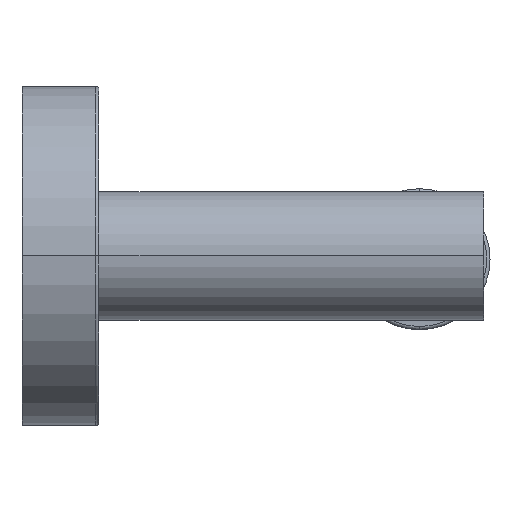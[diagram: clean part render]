
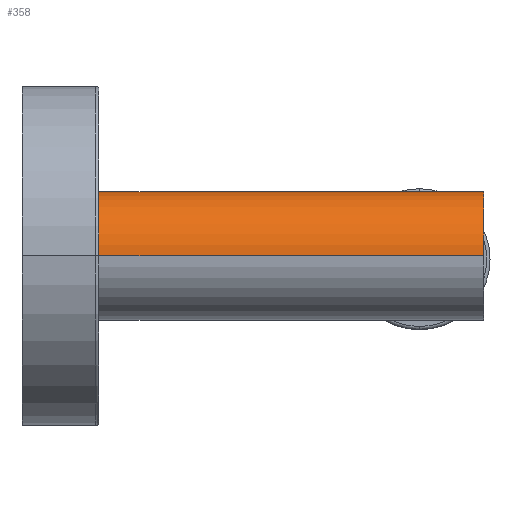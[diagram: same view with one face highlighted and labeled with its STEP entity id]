
A CAD part, top view. The second image highlights one B-rep face of the part: STEP entity #358.
In plain terms, the highlighted cylindrical face has radius 10 mm (diameter 20 mm), a partial arc.
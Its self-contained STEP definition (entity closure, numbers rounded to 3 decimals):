
#25=CARTESIAN_POINT('',(12.,0.,0.));
#26=DIRECTION('',(1.,0.,0.));
#27=DIRECTION('',(0.,0.,-1.));
#28=AXIS2_PLACEMENT_3D('',#25,#26,#27);
#45=CARTESIAN_POINT('',(54.5,0.,-10.));
#46=CARTESIAN_POINT('',(54.5,0.413,-10.));
#47=CARTESIAN_POINT('',(54.566,1.213,-9.95));
#48=CARTESIAN_POINT('',(54.854,2.367,-9.737));
#49=CARTESIAN_POINT('',(55.255,3.325,-9.446));
#50=CARTESIAN_POINT('',(55.709,4.114,-9.126));
#51=CARTESIAN_POINT('',(56.204,4.782,-8.792));
#52=CARTESIAN_POINT('',(56.734,5.36,-8.451));
#53=CARTESIAN_POINT('',(57.32,5.878,-8.098));
#54=CARTESIAN_POINT('',(57.959,6.335,-7.744));
#55=CARTESIAN_POINT('',(58.656,6.729,-7.402));
#56=CARTESIAN_POINT('',(59.387,7.045,-7.1));
#57=CARTESIAN_POINT('',(60.155,7.285,-6.853));
#58=CARTESIAN_POINT('',(61.004,7.452,-6.669));
#59=CARTESIAN_POINT('',(61.655,7.5,-6.614));
#60=CARTESIAN_POINT('',(62.,7.5,-6.614));
#62=CARTESIAN_POINT('',(62.,7.5,-6.614));
#63=CARTESIAN_POINT('',(62.349,7.5,-6.614));
#64=CARTESIAN_POINT('',(63.006,7.451,-6.67));
#65=CARTESIAN_POINT('',(63.855,7.282,-6.855));
#66=CARTESIAN_POINT('',(64.62,7.042,-7.103));
#67=CARTESIAN_POINT('',(65.345,6.728,-7.403));
#68=CARTESIAN_POINT('',(66.035,6.338,-7.741));
#69=CARTESIAN_POINT('',(66.67,5.886,-8.092));
#70=CARTESIAN_POINT('',(67.251,5.373,-8.442));
#71=CARTESIAN_POINT('',(67.78,4.801,-8.781));
#72=CARTESIAN_POINT('',(68.275,4.137,-9.115));
#73=CARTESIAN_POINT('',(68.733,3.35,-9.437));
#74=CARTESIAN_POINT('',(69.139,2.39,-9.731));
#75=CARTESIAN_POINT('',(69.432,1.229,-9.949));
#76=CARTESIAN_POINT('',(69.5,0.419,-10.));
#77=CARTESIAN_POINT('',(69.5,0.,-10.));
#79=DIRECTION('',(1.,0.,0.));
#80=VECTOR('',#79,2.5);
#81=CARTESIAN_POINT('',(69.5,0.,-10.));
#82=LINE('',#81,#80);
#83=DIRECTION('',(1.,0.,0.));
#84=VECTOR('',#83,42.5);
#85=CARTESIAN_POINT('',(12.,0.,-10.));
#86=LINE('',#85,#84);
#132=DIRECTION('',(1.,0.,0.));
#133=VECTOR('',#132,60.);
#134=CARTESIAN_POINT('',(12.,0.,10.));
#135=LINE('',#134,#133);
#153=CARTESIAN_POINT('',(72.,0.,0.));
#154=DIRECTION('',(1.,0.,0.));
#155=DIRECTION('',(0.,0.,-1.));
#156=AXIS2_PLACEMENT_3D('',#153,#154,#155);
#239=CARTESIAN_POINT('',(72.,0.,-10.));
#240=CARTESIAN_POINT('',(72.,0.,10.));
#241=VERTEX_POINT('',#239);
#242=VERTEX_POINT('',#240);
#243=CARTESIAN_POINT('',(12.,0.,-10.));
#244=CARTESIAN_POINT('',(12.,0.,10.));
#245=VERTEX_POINT('',#243);
#246=VERTEX_POINT('',#244);
#247=VERTEX_POINT('',#45);
#248=VERTEX_POINT('',#60);
#249=VERTEX_POINT('',#77);
#338=CARTESIAN_POINT('',(12.,0.,0.));
#339=DIRECTION('',(1.,0.,0.));
#340=DIRECTION('',(0.,0.,-1.));
#341=AXIS2_PLACEMENT_3D('',#338,#339,#340);
#342=CYLINDRICAL_SURFACE('',#341,10.);
#344=ORIENTED_EDGE('',*,*,#343,.T.);
#346=ORIENTED_EDGE('',*,*,#345,.T.);
#348=ORIENTED_EDGE('',*,*,#347,.T.);
#350=ORIENTED_EDGE('',*,*,#349,.T.);
#352=ORIENTED_EDGE('',*,*,#351,.F.);
#353=ORIENTED_EDGE('',*,*,#331,.F.);
#355=ORIENTED_EDGE('',*,*,#354,.T.);
#356=EDGE_LOOP('',(#344,#346,#348,#350,#352,#353,#355));
#357=FACE_OUTER_BOUND('',#356,.F.);
#358=ADVANCED_FACE('',(#357),#342,.T.);
#29=CIRCLE('',#28,10.);
#61=B_SPLINE_CURVE_WITH_KNOTS('',3,(#45,#46,#47,#48,#49,#50,#51,#52,#53,#54,#55,
#56,#57,#58,#59,#60),.UNSPECIFIED.,.F.,.F.,(4,1,1,1,1,1,1,1,1,1,1,1,1,4),(0.,
0.077,0.154,0.231,0.308,
0.385,0.462,0.538,0.615,
0.692,0.769,0.846,0.923,1.),
.UNSPECIFIED.);
#78=B_SPLINE_CURVE_WITH_KNOTS('',3,(#62,#63,#64,#65,#66,#67,#68,#69,#70,#71,#72,
#73,#74,#75,#76,#77),.UNSPECIFIED.,.F.,.F.,(4,1,1,1,1,1,1,1,1,1,1,1,1,4),(0.,
0.077,0.154,0.231,0.308,
0.385,0.462,0.538,0.615,
0.692,0.769,0.846,0.923,1.),
.UNSPECIFIED.);
#157=CIRCLE('',#156,10.);
#331=EDGE_CURVE('',#245,#246,#29,.T.);
#343=EDGE_CURVE('',#247,#248,#61,.T.);
#345=EDGE_CURVE('',#248,#249,#78,.T.);
#347=EDGE_CURVE('',#249,#241,#82,.T.);
#349=EDGE_CURVE('',#241,#242,#157,.T.);
#351=EDGE_CURVE('',#246,#242,#135,.T.);
#354=EDGE_CURVE('',#245,#247,#86,.T.);
